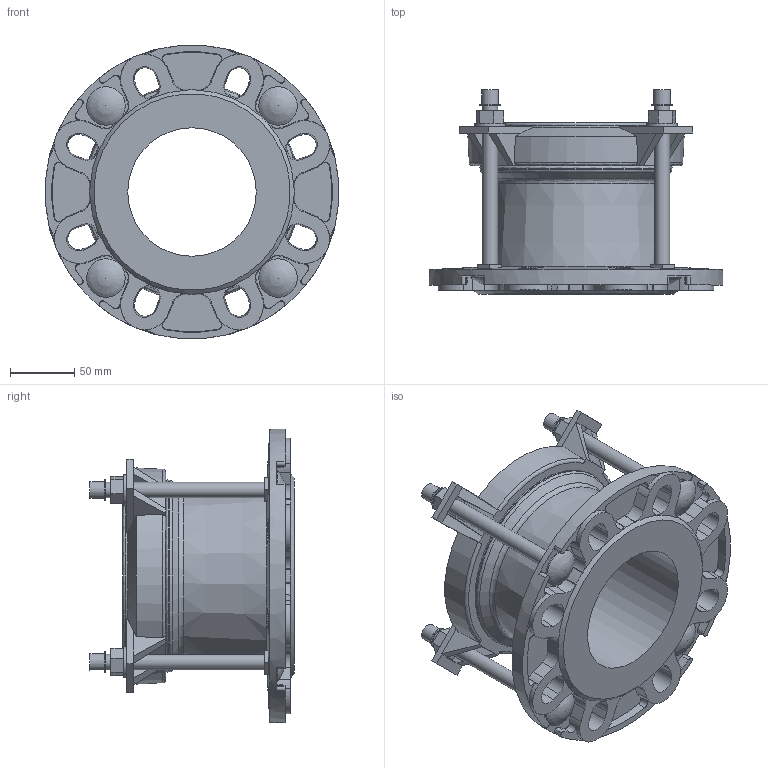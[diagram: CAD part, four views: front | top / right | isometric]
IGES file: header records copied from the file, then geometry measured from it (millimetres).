
Start section: SolidWorks IGES file using analytic representation for surfaces
Global section: file name: O_603_A_DN100_099-119mm_IGES.IGS; native system: SolidWorks 2012; preprocessor: SolidWorks 2012; author: wizh; date: 150625.084801; units: millimetre
Bounding box: 228.29 x 159 x 228.29 mm (x, y, z)
Surface area: 237504.1 mm2 (no closed solid volume)
Topology: 0 solids, 0 shells, 477 faces, 2694 edges, 2635 vertices
Faces by surface type: bspline 285, revolution 192
